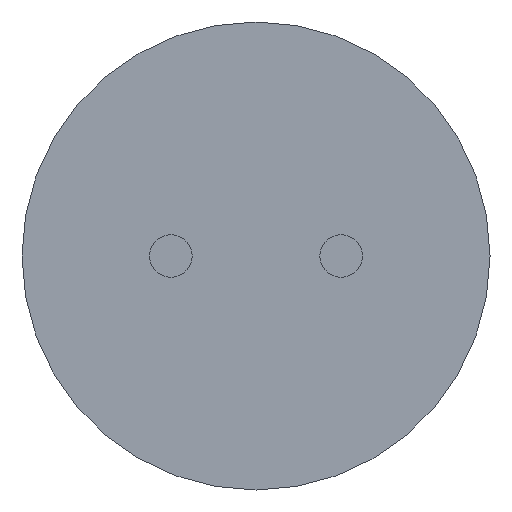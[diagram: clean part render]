
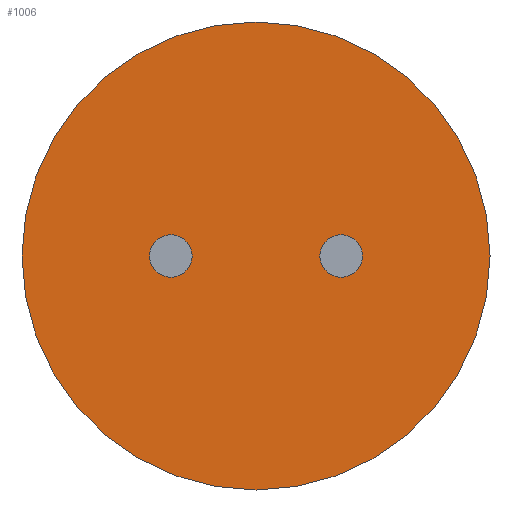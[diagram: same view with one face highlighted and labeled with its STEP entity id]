
A CAD part, front view. The second image highlights one B-rep face of the part: STEP entity #1006.
In plain terms, the highlighted planar face has unit normal (0, -1, 0).
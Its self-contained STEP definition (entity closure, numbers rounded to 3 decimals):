
#28 = AXIS2_PLACEMENT_3D ( 'NONE', #1255, #1611, #2423 ) ;
#117 = CIRCLE ( 'NONE', #1909, 2.75 ) ;
#372 = DIRECTION ( 'NONE',  ( 0., 0., 1. ) ) ;
#392 = EDGE_CURVE ( 'NONE', #3185, #1349, #1923, .T. ) ;
#411 = CIRCLE ( 'NONE', #2027, 0.25 ) ;
#429 = DIRECTION ( 'NONE',  ( 0., 0., 1. ) ) ;
#465 = AXIS2_PLACEMENT_3D ( 'NONE', #1761, #853, #3134 ) ;
#636 = VERTEX_POINT ( 'NONE', #1775 ) ;
#684 = ORIENTED_EDGE ( 'NONE', *, *, #871, .F. ) ;
#694 = DIRECTION ( 'NONE',  ( 0., -1., 0. ) ) ;
#749 = CIRCLE ( 'NONE', #1244, 0.25 ) ;
#764 = VERTEX_POINT ( 'NONE', #2596 ) ;
#853 = DIRECTION ( 'NONE',  ( 0., -1., 0. ) ) ;
#871 = EDGE_CURVE ( 'NONE', #1807, #2762, #117, .T. ) ;
#912 = DIRECTION ( 'NONE',  ( 0., 0., 1. ) ) ;
#924 = DIRECTION ( 'NONE',  ( 0., 0., 1. ) ) ;
#973 = EDGE_CURVE ( 'NONE', #636, #764, #2011, .T. ) ;
#1006 = ADVANCED_FACE ( 'NONE', ( #1238, #1276, #1622 ), #2731, .F. ) ;
#1103 = CARTESIAN_POINT ( 'NONE',  ( 0., 0., -2.75 ) ) ;
#1140 = ORIENTED_EDGE ( 'NONE', *, *, #2430, .F. ) ;
#1142 = DIRECTION ( 'NONE',  ( 0., 1., 0. ) ) ;
#1238 = FACE_BOUND ( 'NONE', #2340, .T. ) ;
#1244 = AXIS2_PLACEMENT_3D ( 'NONE', #2569, #1940, #429 ) ;
#1255 = CARTESIAN_POINT ( 'NONE',  ( 0., 0., 0. ) ) ;
#1276 = FACE_OUTER_BOUND ( 'NONE', #2909, .T. ) ;
#1349 = VERTEX_POINT ( 'NONE', #2401 ) ;
#1497 = EDGE_LOOP ( 'NONE', ( #1140, #2604 ) ) ;
#1554 = DIRECTION ( 'NONE',  ( 0., 1., 0. ) ) ;
#1603 = AXIS2_PLACEMENT_3D ( 'NONE', #1918, #694, #912 ) ;
#1607 = CARTESIAN_POINT ( 'NONE',  ( -1., 0., 0. ) ) ;
#1611 = DIRECTION ( 'NONE',  ( 0., 1., 0. ) ) ;
#1622 = FACE_BOUND ( 'NONE', #1497, .T. ) ;
#1761 = CARTESIAN_POINT ( 'NONE',  ( 1., 0., 0. ) ) ;
#1775 = CARTESIAN_POINT ( 'NONE',  ( 1., 0., 0.25 ) ) ;
#1807 = VERTEX_POINT ( 'NONE', #1103 ) ;
#1821 = CARTESIAN_POINT ( 'NONE',  ( 0., 0., 0. ) ) ;
#1861 = DIRECTION ( 'NONE',  ( 0., -1., 0. ) ) ;
#1909 = AXIS2_PLACEMENT_3D ( 'NONE', #2395, #1142, #372 ) ;
#1918 = CARTESIAN_POINT ( 'NONE',  ( -1., 0., 0. ) ) ;
#1923 = CIRCLE ( 'NONE', #1603, 0.25 ) ;
#1940 = DIRECTION ( 'NONE',  ( 0., -1., 0. ) ) ;
#2011 = CIRCLE ( 'NONE', #465, 0.25 ) ;
#2027 = AXIS2_PLACEMENT_3D ( 'NONE', #1607, #1861, #924 ) ;
#2259 = CARTESIAN_POINT ( 'NONE',  ( -1., 0., -0.25 ) ) ;
#2310 = DIRECTION ( 'NONE',  ( 0., 0., 1. ) ) ;
#2340 = EDGE_LOOP ( 'NONE', ( #3040, #3110 ) ) ;
#2395 = CARTESIAN_POINT ( 'NONE',  ( 0., 0., 0. ) ) ;
#2401 = CARTESIAN_POINT ( 'NONE',  ( -1., 0., 0.25 ) ) ;
#2418 = CARTESIAN_POINT ( 'NONE',  ( 0., 0., 2.75 ) ) ;
#2423 = DIRECTION ( 'NONE',  ( 0., 0., 1. ) ) ;
#2430 = EDGE_CURVE ( 'NONE', #1349, #3185, #411, .T. ) ;
#2536 = EDGE_CURVE ( 'NONE', #764, #636, #749, .T. ) ;
#2569 = CARTESIAN_POINT ( 'NONE',  ( 1., 0., 0. ) ) ;
#2596 = CARTESIAN_POINT ( 'NONE',  ( 1., 0., -0.25 ) ) ;
#2604 = ORIENTED_EDGE ( 'NONE', *, *, #392, .F. ) ;
#2731 = PLANE ( 'NONE',  #28 ) ;
#2762 = VERTEX_POINT ( 'NONE', #2418 ) ;
#2909 = EDGE_LOOP ( 'NONE', ( #684, #3031 ) ) ;
#3031 = ORIENTED_EDGE ( 'NONE', *, *, #3206, .F. ) ;
#3040 = ORIENTED_EDGE ( 'NONE', *, *, #973, .F. ) ;
#3058 = CIRCLE ( 'NONE', #3125, 2.75 ) ;
#3110 = ORIENTED_EDGE ( 'NONE', *, *, #2536, .F. ) ;
#3125 = AXIS2_PLACEMENT_3D ( 'NONE', #1821, #1554, #2310 ) ;
#3134 = DIRECTION ( 'NONE',  ( 0., 0., 1. ) ) ;
#3185 = VERTEX_POINT ( 'NONE', #2259 ) ;
#3206 = EDGE_CURVE ( 'NONE', #2762, #1807, #3058, .T. ) ;
